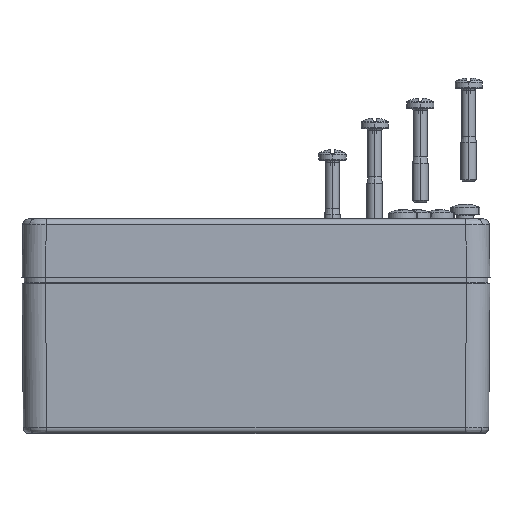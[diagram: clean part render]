
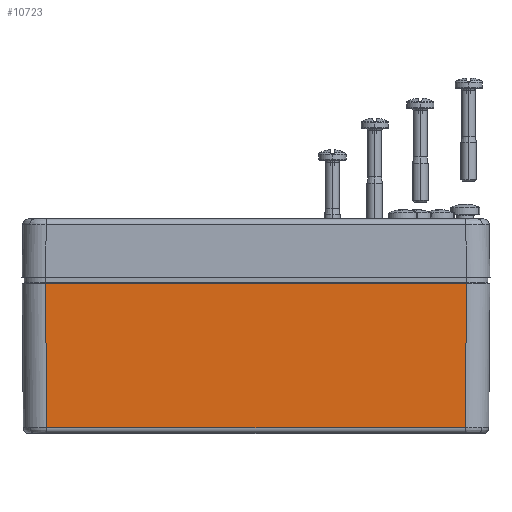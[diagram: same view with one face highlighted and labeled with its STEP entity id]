
A CAD part, top view. The second image highlights one B-rep face of the part: STEP entity #10723.
In plain terms, the highlighted planar face has unit normal (0, -0.008, 1).
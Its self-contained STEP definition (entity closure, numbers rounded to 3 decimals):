
#5460 = VERTEX_POINT('',#5461);
#5461 = CARTESIAN_POINT('',(-53.665,-40.013,
    39.665));
#10228 = VERTEX_POINT('',#10229);
#10229 = CARTESIAN_POINT('',(-53.975,-3.,39.975));
#10238 = EDGE_CURVE('',#10239,#10228,#10241,.T.);
#10239 = VERTEX_POINT('',#10240);
#10240 = CARTESIAN_POINT('',(53.975,-3.,39.975));
#10241 = LINE('',#10242,#10243);
#10242 = CARTESIAN_POINT('',(-60.,-3.,39.975));
#10243 = VECTOR('',#10244,1.);
#10244 = DIRECTION('',(-1.,0.,0.));
#10611 = VERTEX_POINT('',#10612);
#10612 = CARTESIAN_POINT('',(53.665,-40.013,
    39.665));
#10652 = EDGE_CURVE('',#5460,#10611,#10653,.T.);
#10653 = LINE('',#10654,#10655);
#10654 = CARTESIAN_POINT('',(-60.,-40.013,39.665));
#10655 = VECTOR('',#10656,1.);
#10656 = DIRECTION('',(1.,0.,0.));
#10723 = ADVANCED_FACE('',(#10724),#10740,.T.);
#10724 = FACE_BOUND('',#10725,.T.);
#10725 = EDGE_LOOP('',(#10726,#10732,#10733,#10739));
#10726 = ORIENTED_EDGE('',*,*,#10727,.T.);
#10727 = EDGE_CURVE('',#10611,#10239,#10728,.T.);
#10728 = LINE('',#10729,#10730);
#10729 = CARTESIAN_POINT('',(53.992,-0.955,
    39.992));
#10730 = VECTOR('',#10731,1.);
#10731 = DIRECTION('',(0.008,1.,
    0.008));
#10732 = ORIENTED_EDGE('',*,*,#10238,.T.);
#10733 = ORIENTED_EDGE('',*,*,#10734,.T.);
#10734 = EDGE_CURVE('',#10228,#5460,#10735,.T.);
#10735 = LINE('',#10736,#10737);
#10736 = CARTESIAN_POINT('',(-54.001,0.05,
    40.));
#10737 = VECTOR('',#10738,1.);
#10738 = DIRECTION('',(0.008,-1.,
    -0.008));
#10739 = ORIENTED_EDGE('',*,*,#10652,.T.);
#10740 = PLANE('',#10741);
#10741 = AXIS2_PLACEMENT_3D('',#10742,#10743,#10744);
#10742 = CARTESIAN_POINT('',(-60.,0.,40.));
#10743 = DIRECTION('',(0.,-0.008,1.));
#10744 = DIRECTION('',(0.,-1.,-0.008));
